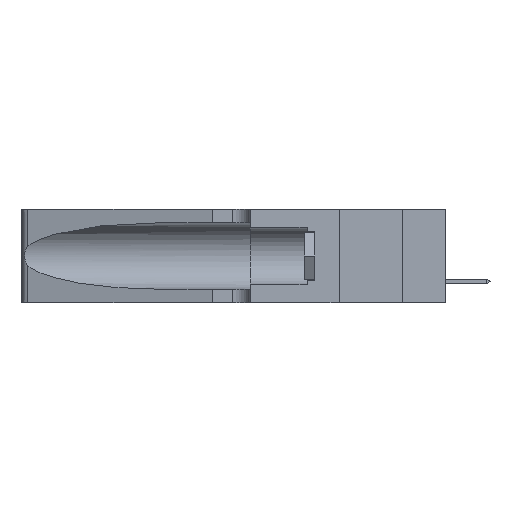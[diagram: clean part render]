
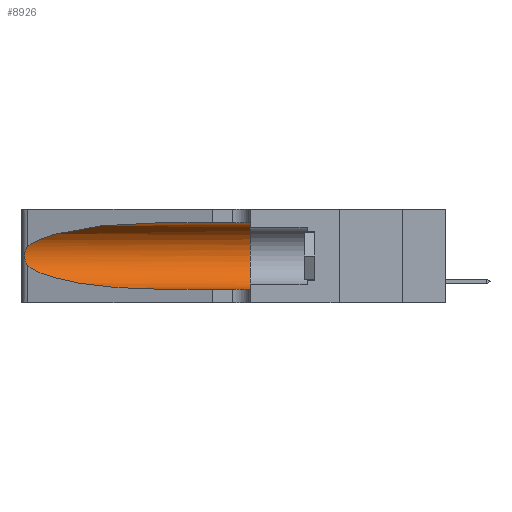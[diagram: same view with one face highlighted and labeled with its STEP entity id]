
A CAD part, left-side view. The second image highlights one B-rep face of the part: STEP entity #8926.
In plain terms, the highlighted cylindrical face has radius 3.308 mm (diameter 6.617 mm), a partial arc.
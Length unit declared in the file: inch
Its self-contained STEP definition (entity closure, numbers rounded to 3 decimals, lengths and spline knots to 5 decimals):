
#184 = VERTEX_POINT ( 'NONE', #11905 ) ;
#755 = CARTESIAN_POINT ( 'NONE',  ( 0.1305, 0.72297, 0.31525 ) ) ;
#930 = EDGE_CURVE ( 'NONE', #30032, #184, #28581, .T. ) ;
#1228 = CARTESIAN_POINT ( 'NONE',  ( 0.25487, 1.22718, 0.14631 ) ) ;
#2421 = VECTOR ( 'NONE', #11007, 39.37008 ) ;
#2675 = CARTESIAN_POINT ( 'NONE',  ( 0.1305, 0.72297, 0.05475 ) ) ;
#2685 = DIRECTION ( 'NONE',  ( 0., 0., 1. ) ) ;
#3354 = EDGE_CURVE ( 'NONE', #27173, #30032, #9800, .T. ) ;
#3781 = CARTESIAN_POINT ( 'NONE',  ( 0.1305, 0.35, 0.31525 ) ) ;
#3934 = EDGE_CURVE ( 'NONE', #19430, #18581, #26421, .T. ) ;
#3970 = CARTESIAN_POINT ( 'NONE',  ( 0.1305, 1.61858, 0.31525 ) ) ;
#4055 = ORIENTED_EDGE ( 'NONE', *, *, #8354, .T. ) ;
#4755 = CARTESIAN_POINT ( 'NONE',  ( 0.25487, 1.22718, 0.22369 ) ) ;
#5184 = DIRECTION ( 'NONE',  ( 0., 1., 0. ) ) ;
#6317 = CARTESIAN_POINT ( 'NONE',  ( 0.25487, 1.22718, 0.22369 ) ) ;
#6958 = AXIS2_PLACEMENT_3D ( 'NONE', #14641, #5184, #2685 ) ;
#7239 = EDGE_CURVE ( 'NONE', #16658, #19430, #22308, .T. ) ;
#7624 = CARTESIAN_POINT ( 'NONE',  ( 0.2373, 1.15595, 0.08982 ) ) ;
#8158 = CARTESIAN_POINT ( 'NONE',  ( 0.26075, 1.23896, 0.178 ) ) ;
#8354 = EDGE_CURVE ( 'NONE', #18581, #184, #29957, .T. ) ;
#8735 = EDGE_LOOP ( 'NONE', ( #14187, #21759, #30203, #4055, #26582, #19028 ) ) ;
#8926 = ADVANCED_FACE ( 'NONE', ( #22936 ), #26602, .F. ) ;
#9182 = CARTESIAN_POINT ( 'NONE',  ( 0.25856, 1.23593, 0.16098 ) ) ;
#9612 = CARTESIAN_POINT ( 'NONE',  ( 0.25487, 1.22718, 0.22369 ) ) ;
#9800 = LINE ( 'NONE', #3970, #2421 ) ;
#11007 = DIRECTION ( 'NONE',  ( 0., -1., 0. ) ) ;
#11905 = CARTESIAN_POINT ( 'NONE',  ( 0.1305, 0.35, 0.05475 ) ) ;
#12374 = CARTESIAN_POINT ( 'NONE',  ( 0.18966, 0.96281, 0.05475 ) ) ;
#12484 = CARTESIAN_POINT ( 'NONE',  ( 0.1305, 0.72297, 0.31525 ) ) ;
#12784 = CARTESIAN_POINT ( 'NONE',  ( 0.25854, 1.2359, 0.20912 ) ) ;
#13885 = CARTESIAN_POINT ( 'NONE',  ( 0.25555, 1.22993, 0.14849 ) ) ;
#14187 = ORIENTED_EDGE ( 'NONE', *, *, #27663, .T. ) ;
#14333 = CARTESIAN_POINT ( 'NONE',  ( 0.2373, 1.15595, 0.28018 ) ) ;
#14641 = CARTESIAN_POINT ( 'NONE',  ( 0.1305, 0.35, 0.185 ) ) ;
#14940 = CARTESIAN_POINT ( 'NONE',  ( 0.25787, 1.23484, 0.2124 ) ) ;
#15145 = CARTESIAN_POINT ( 'NONE',  ( 0.26075, 1.23896, 0.19203 ) ) ;
#16040 = CARTESIAN_POINT ( 'NONE',  ( 0.25789, 1.23486, 0.15765 ) ) ;
#16658 = VERTEX_POINT ( 'NONE', #6317 ) ;
#18340 = DIRECTION ( 'NONE',  ( 0., -1., 0. ) ) ;
#18355 = CARTESIAN_POINT ( 'NONE',  ( 0.25487, 1.22718, 0.14631 ) ) ;
#18581 = VERTEX_POINT ( 'NONE', #21826 ) ;
#19028 = ORIENTED_EDGE ( 'NONE', *, *, #3354, .F. ) ;
#19430 = VERTEX_POINT ( 'NONE', #1228 ) ;
#20915 = CARTESIAN_POINT ( 'NONE',  ( 0.18966, 0.96281, 0.31525 ) ) ;
#21349 = CARTESIAN_POINT ( 'NONE',  ( 0.1305, 1.61858, 0.05475 ) ) ;
#21499 = CARTESIAN_POINT ( 'NONE',  ( 0.25639, 1.23184, 0.21858 ) ) ;
#21759 = ORIENTED_EDGE ( 'NONE', *, *, #7239, .T. ) ;
#21826 = CARTESIAN_POINT ( 'NONE',  ( 0.1305, 0.72297, 0.05475 ) ) ;
#22308 = B_SPLINE_CURVE_WITH_KNOTS ( 'NONE', 3,
 ( #9612, #26085, #21499, #14940, #12784, #29084, #15145, #8158, #22798, #9182, #16040, #25076, #13885, #18355 ),
 .UNSPECIFIED., .F., .F.,
 ( 4, 2, 2, 2, 2, 2, 4 ),
 ( 0., 0.00027, 0.00053, 0.00107, 0.0016, 0.00187, 0.00214 ),
 .UNSPECIFIED. ) ;
#22798 = CARTESIAN_POINT ( 'NONE',  ( 0.26017, 1.23833, 0.17102 ) ) ;
#22936 = FACE_OUTER_BOUND ( 'NONE', #8735, .T. ) ;
#24316 = DIRECTION ( 'NONE',  ( 0., -1., 0. ) ) ;
#24722 = DIRECTION ( 'NONE',  ( 0., 0., -1. ) ) ;
#25076 = CARTESIAN_POINT ( 'NONE',  ( 0.25639, 1.23186, 0.15144 ) ) ;
#25703 = AXIS2_PLACEMENT_3D ( 'NONE', #26646, #24316, #24722 ) ;
#25799 = CARTESIAN_POINT ( 'NONE',  ( 0.25487, 1.22718, 0.14631 ) ) ;
#26085 = CARTESIAN_POINT ( 'NONE',  ( 0.25555, 1.22994, 0.2215 ) ) ;
#26421 =( BOUNDED_CURVE ( )  B_SPLINE_CURVE ( 3, ( #25799, #7624, #12374, #2675 ),
 .UNSPECIFIED., .F., .F. ) 
 B_SPLINE_CURVE_WITH_KNOTS ( ( 4, 4 ),
 ( 3.44316, 4.71239 ),
 .UNSPECIFIED. ) 
 CURVE ( )  GEOMETRIC_REPRESENTATION_ITEM ( )  RATIONAL_B_SPLINE_CURVE ( ( 1., 0.87, 0.87, 1. ) ) 
 REPRESENTATION_ITEM ( '' )  );
#26582 = ORIENTED_EDGE ( 'NONE', *, *, #930, .F. ) ;
#26602 = CYLINDRICAL_SURFACE ( 'NONE', #25703, 0.13025 ) ;
#26646 = CARTESIAN_POINT ( 'NONE',  ( 0.1305, 1.61858, 0.185 ) ) ;
#26798 =( BOUNDED_CURVE ( )  B_SPLINE_CURVE ( 3, ( #12484, #20915, #14333, #4755 ),
 .UNSPECIFIED., .F., .T. ) 
 B_SPLINE_CURVE_WITH_KNOTS ( ( 4, 4 ),
 ( 1.5708, 2.84003 ),
 .UNSPECIFIED. ) 
 CURVE ( )  GEOMETRIC_REPRESENTATION_ITEM ( )  RATIONAL_B_SPLINE_CURVE ( ( 1., 0.87, 0.87, 1. ) ) 
 REPRESENTATION_ITEM ( '' )  );
#27173 = VERTEX_POINT ( 'NONE', #755 ) ;
#27663 = EDGE_CURVE ( 'NONE', #27173, #16658, #26798, .T. ) ;
#27727 = VECTOR ( 'NONE', #18340, 39.37008 ) ;
#28581 = CIRCLE ( 'NONE', #6958, 0.13025 ) ;
#29084 = CARTESIAN_POINT ( 'NONE',  ( 0.26018, 1.23835, 0.19895 ) ) ;
#29957 = LINE ( 'NONE', #21349, #27727 ) ;
#30032 = VERTEX_POINT ( 'NONE', #3781 ) ;
#30203 = ORIENTED_EDGE ( 'NONE', *, *, #3934, .T. ) ;
